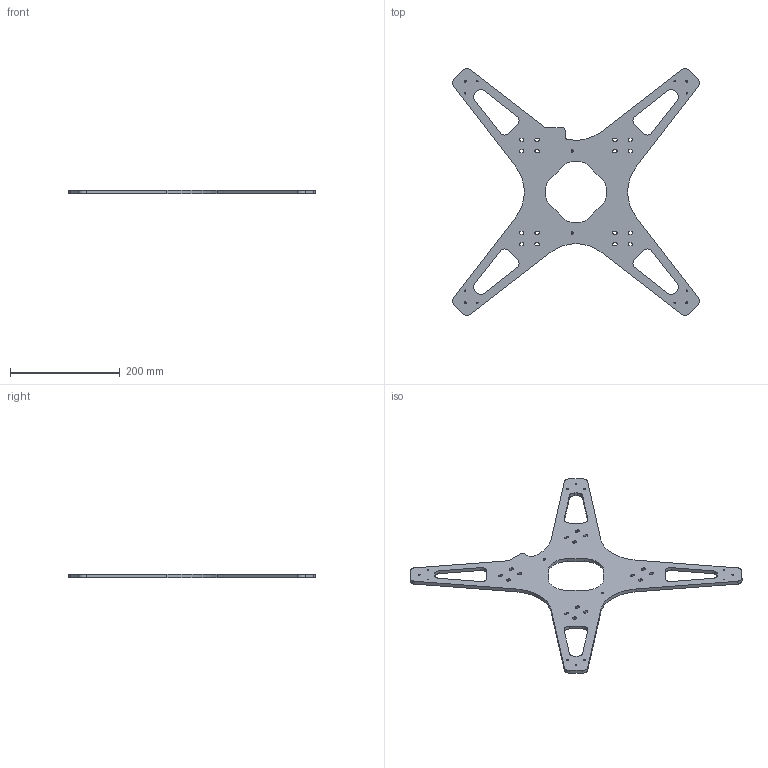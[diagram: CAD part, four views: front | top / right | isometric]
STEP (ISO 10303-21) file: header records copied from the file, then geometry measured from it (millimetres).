
FILE_DESCRIPTION(/* description */ (''),/* implementation_level */ '2;1');
FILE_NAME(/* name */ '6061 Bed holes no chamfer.stp',/* time_stamp */ '2016-05-17T19:32:57+00:00',/* author */ ('101767'),/* organization */ (''),/* preprocessor_version */ 'ST-DEVELOPER v15.2',/* originating_system */ 'Autodesk Inventor 2014',/* authorisation */ '');
FILE_SCHEMA (('CONFIG_CONTROL_DESIGN'));
Length unit declared in the file: millimetre
Products named in the file (1): 6061 Bed holes no chamfer
Bounding box: 450.02 x 450.02 x 6.35 mm (x, y, z)
Volume: 410658.5 mm3; surface area: 154065.1 mm2
Topology: 1 solids, 1 shells, 149 faces, 455 edges, 308 vertices
Faces by surface type: cylinder 81, plane 68
Full cylindrical faces by diameter (mm): 2.5 x8, 3.3 x4, 4.2 x2
Entity records: 5128 total; most frequent: DIRECTION 889, CARTESIAN_POINT 871, ORIENTED_EDGE 854, EDGE_CURVE 427, AXIS2_PLACEMENT_3D 312, VERTEX_POINT 294, LINE 265, VECTOR 265
